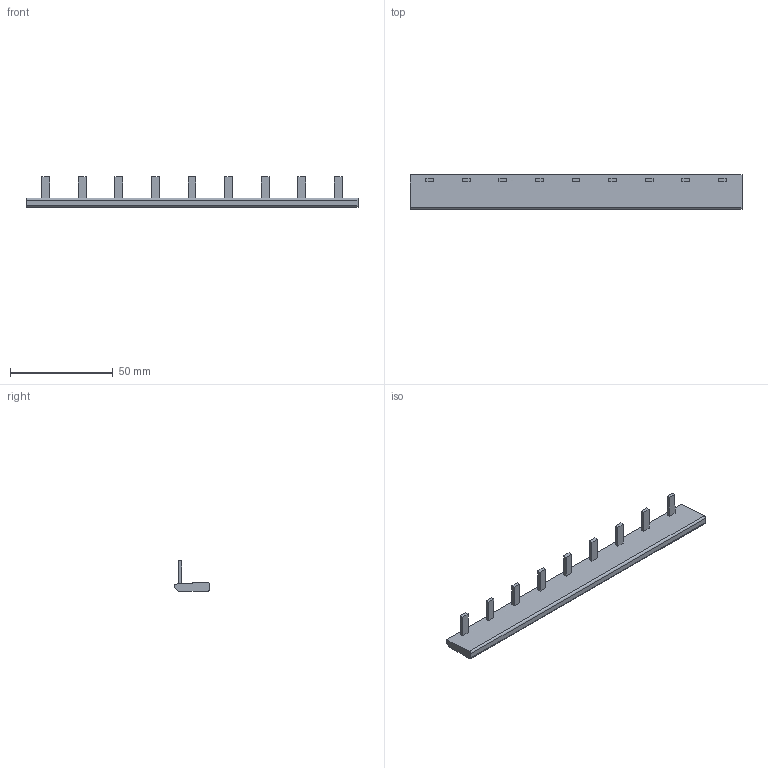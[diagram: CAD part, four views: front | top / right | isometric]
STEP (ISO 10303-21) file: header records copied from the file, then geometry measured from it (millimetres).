
FILE_DESCRIPTION(('CATIA V5 STEP Exchange','CAx-IF Rec.Pracs.--- Model Styling and Organization---1.4--- 2014-01-23'),'2;1');
FILE_NAME ('D1521655_1', '2022-05-03T05:23:08+00:00', ('none'), ('Weidmueller'), 'CATIA Version 5-6 Release 2016 SP3 HF44', 'CATIA V5 STEP AP214', 'none');
FILE_SCHEMA(('AUTOMOTIVE_DESIGN { 1 0 10303 214 1 1 1 1 }'));
Length unit declared in the file: millimetre
Products named in the file (1): 2657960000
Bounding box: 161.6 x 16.9 x 14.85 mm (x, y, z)
Volume: 11222.7 mm3; surface area: 7772.1 mm2
Topology: 10 solids, 10 shells, 64 faces, 133 edges, 89 vertices
Faces by surface type: plane 60, cylinder 4
Entity records: 1656 total; most frequent: CARTESIAN_POINT 280, ORIENTED_EDGE 266, DIRECTION 247, EDGE_CURVE 133, VECTOR 126, LINE 126, VERTEX_POINT 89, AXIS2_PLACEMENT_3D 65
